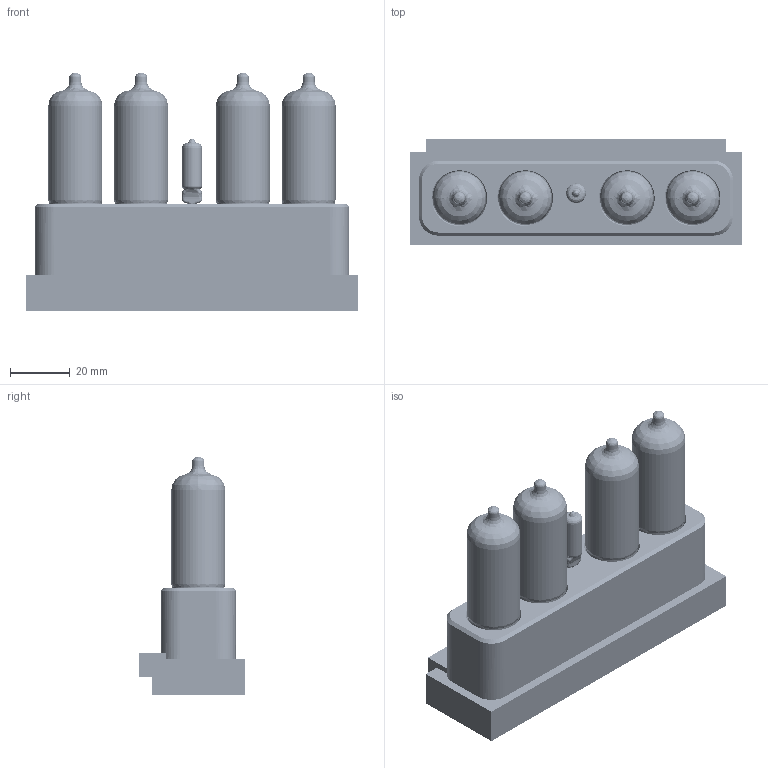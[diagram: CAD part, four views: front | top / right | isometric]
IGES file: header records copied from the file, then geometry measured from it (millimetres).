
Global section: file name: Nixie Clock_v72; native system: unknown; preprocessor: unknown; author: unknown; organization: unknown; date: 20200923.175610; units: millimetre
Bounding box: 111 x 35.22 x 79.7 mm (x, y, z)
Volume: 170264.6 mm3; surface area: 138638.3 mm2
Topology: 341 solids, 341 shells, 12394 faces, 37107 edges, 25063 vertices
Faces by surface type: bspline 12394
